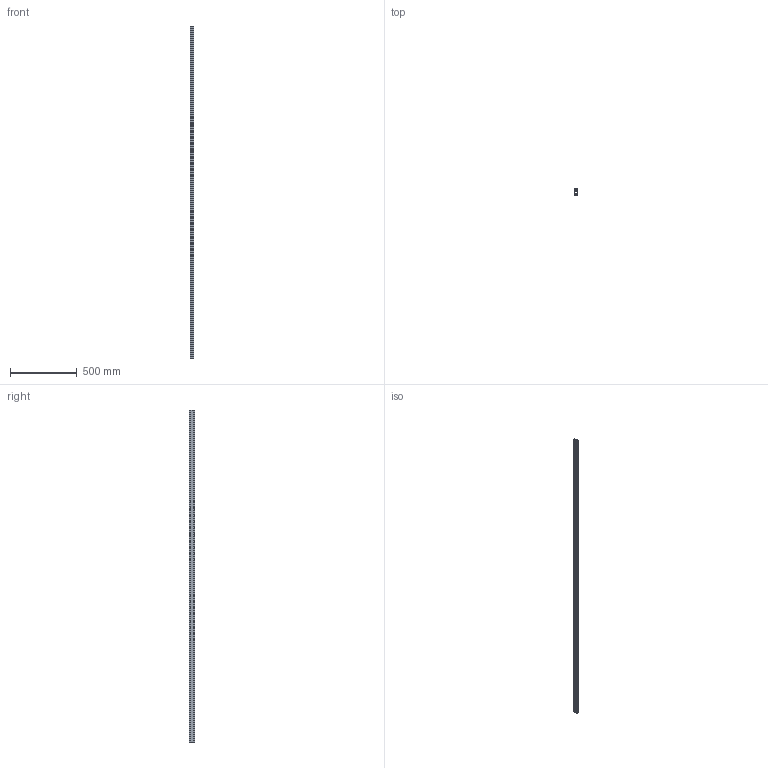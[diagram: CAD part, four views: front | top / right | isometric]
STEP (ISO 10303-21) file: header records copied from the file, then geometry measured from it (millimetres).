
FILE_DESCRIPTION(('STEP AP214'),'1');
FILE_NAME('100-242-98in THICK.stp','2014-06-26T01:23:27',(' '),(' '),'Spatial InterOp 3D',' ',' ');
FILE_SCHEMA(('automotive_design'));
Length unit declared in the file: metre
Products named in the file (1): 1
Bounding box: 25.65 x 44.7 x 2489.2 mm (x, y, z)
Volume: 503640.8 mm3; surface area: 758833 mm2
Topology: 1 solids, 1 shells, 198 faces, 588 edges, 392 vertices
Faces by surface type: plane 166, cylinder 32
Entity records: 8161 total; most frequent: CARTESIAN_POINT 1179, ORIENTED_EDGE 1176, DIRECTION 1050, EDGE_CURVE 588, LINE 524, VECTOR 524, VERTEX_POINT 392, AXIS2_PLACEMENT_3D 263
